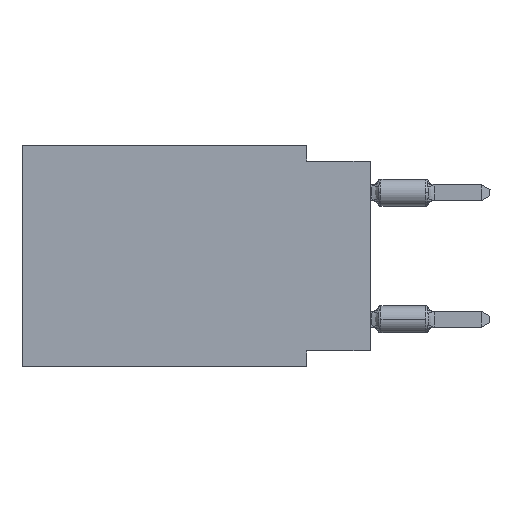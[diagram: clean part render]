
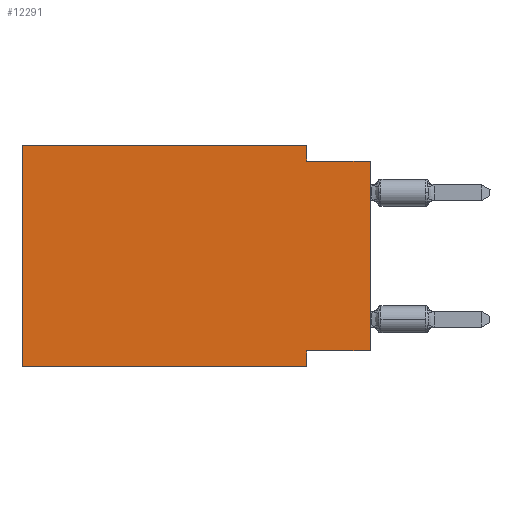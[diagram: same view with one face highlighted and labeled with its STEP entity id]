
A CAD part, left-side view. The second image highlights one B-rep face of the part: STEP entity #12291.
In plain terms, the highlighted planar face has unit normal (-1, 0, 0).
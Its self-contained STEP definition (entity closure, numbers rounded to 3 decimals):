
#44 = CARTESIAN_POINT ( 'NONE',  ( 0., 0., 0. ) ) ;
#223 = CARTESIAN_POINT ( 'NONE',  ( 0., 0., -8.255 ) ) ;
#1152 = AXIS2_PLACEMENT_3D ( 'NONE', #17028, #25802, #8763 ) ;
#2658 = CARTESIAN_POINT ( 'NONE',  ( 0., 0., -0.635 ) ) ;
#3156 = DIRECTION ( 'NONE',  ( 0., -1., 0. ) ) ;
#3539 = CARTESIAN_POINT ( 'NONE',  ( 0., 0., -0.635 ) ) ;
#4496 = LINE ( 'NONE', #223, #21472 ) ;
#6468 = DIRECTION ( 'NONE',  ( 0., 0., -1. ) ) ;
#7425 = CARTESIAN_POINT ( 'NONE',  ( 0., 0., -8.255 ) ) ;
#7489 = VECTOR ( 'NONE', #17400, 1000. ) ;
#7740 = CARTESIAN_POINT ( 'NONE',  ( 0., 2.54, 0. ) ) ;
#8204 = FACE_OUTER_BOUND ( 'NONE', #20970, .T. ) ;
#8208 = VECTOR ( 'NONE', #51204, 1000. ) ;
#8763 = DIRECTION ( 'NONE',  ( 0., 0., -1. ) ) ;
#10700 = ORIENTED_EDGE ( 'NONE', *, *, #46513, .F. ) ;
#11714 = CARTESIAN_POINT ( 'NONE',  ( 0., 13.97, 0. ) ) ;
#12291 = ADVANCED_FACE ( 'NONE', ( #8204 ), #30629, .F. ) ;
#12410 = CARTESIAN_POINT ( 'NONE',  ( 0., 13.97, -8.89 ) ) ;
#13059 = VERTEX_POINT ( 'NONE', #7425 ) ;
#17028 = CARTESIAN_POINT ( 'NONE',  ( 0., 13.97, 0. ) ) ;
#17400 = DIRECTION ( 'NONE',  ( 0., 0., 1. ) ) ;
#17858 = EDGE_CURVE ( 'NONE', #52058, #20159, #55480, .T. ) ;
#19477 = CARTESIAN_POINT ( 'NONE',  ( 0., 2.54, -0.635 ) ) ;
#19945 = ORIENTED_EDGE ( 'NONE', *, *, #27054, .F. ) ;
#20159 = VERTEX_POINT ( 'NONE', #23106 ) ;
#20405 = EDGE_CURVE ( 'NONE', #28672, #30864, #50649, .T. ) ;
#20970 = EDGE_LOOP ( 'NONE', ( #41798, #19945, #35891, #55038, #10700, #52011, #41932, #22031 ) ) ;
#21451 = DIRECTION ( 'NONE',  ( 0., -1., 0. ) ) ;
#21472 = VECTOR ( 'NONE', #30077, 1000. ) ;
#22031 = ORIENTED_EDGE ( 'NONE', *, *, #50312, .F. ) ;
#23106 = CARTESIAN_POINT ( 'NONE',  ( 0., 2.54, -8.89 ) ) ;
#23274 = EDGE_CURVE ( 'NONE', #55817, #20159, #51617, .T. ) ;
#25802 = DIRECTION ( 'NONE',  ( 1., 0., 0. ) ) ;
#26700 = VECTOR ( 'NONE', #3156, 1000. ) ;
#27054 = EDGE_CURVE ( 'NONE', #51007, #53607, #43040, .T. ) ;
#28445 = LINE ( 'NONE', #45243, #51537 ) ;
#28672 = VERTEX_POINT ( 'NONE', #45861 ) ;
#29723 = DIRECTION ( 'NONE',  ( 0., -1., 0. ) ) ;
#30077 = DIRECTION ( 'NONE',  ( 0., 1., 0. ) ) ;
#30629 = PLANE ( 'NONE',  #1152 ) ;
#30864 = VERTEX_POINT ( 'NONE', #7740 ) ;
#32716 = EDGE_CURVE ( 'NONE', #13059, #53607, #46968, .T. ) ;
#33849 = CARTESIAN_POINT ( 'NONE',  ( 0., 2.54, -8.89 ) ) ;
#34414 = VECTOR ( 'NONE', #21451, 1000. ) ;
#35891 = ORIENTED_EDGE ( 'NONE', *, *, #38870, .F. ) ;
#36891 = CARTESIAN_POINT ( 'NONE',  ( 0., 2.54, 0. ) ) ;
#38870 = EDGE_CURVE ( 'NONE', #30864, #51007, #49958, .T. ) ;
#41798 = ORIENTED_EDGE ( 'NONE', *, *, #32716, .T. ) ;
#41932 = ORIENTED_EDGE ( 'NONE', *, *, #17858, .F. ) ;
#43040 = LINE ( 'NONE', #3539, #34414 ) ;
#45243 = CARTESIAN_POINT ( 'NONE',  ( 0., 13.97, 0. ) ) ;
#45861 = CARTESIAN_POINT ( 'NONE',  ( 0., 13.97, 0. ) ) ;
#46089 = DIRECTION ( 'NONE',  ( 0., 0., 1. ) ) ;
#46513 = EDGE_CURVE ( 'NONE', #55817, #28672, #28445, .T. ) ;
#46968 = LINE ( 'NONE', #44, #7489 ) ;
#48626 = VECTOR ( 'NONE', #29723, 1000. ) ;
#49616 = CARTESIAN_POINT ( 'NONE',  ( 0., 2.54, -8.255 ) ) ;
#49958 = LINE ( 'NONE', #36891, #50670 ) ;
#50312 = EDGE_CURVE ( 'NONE', #13059, #52058, #4496, .T. ) ;
#50649 = LINE ( 'NONE', #11714, #26700 ) ;
#50670 = VECTOR ( 'NONE', #6468, 1000. ) ;
#51007 = VERTEX_POINT ( 'NONE', #19477 ) ;
#51204 = DIRECTION ( 'NONE',  ( 0., 0., -1. ) ) ;
#51537 = VECTOR ( 'NONE', #46089, 1000. ) ;
#51617 = LINE ( 'NONE', #12410, #48626 ) ;
#52011 = ORIENTED_EDGE ( 'NONE', *, *, #23274, .T. ) ;
#52058 = VERTEX_POINT ( 'NONE', #49616 ) ;
#53098 = CARTESIAN_POINT ( 'NONE',  ( 0., 13.97, -8.89 ) ) ;
#53607 = VERTEX_POINT ( 'NONE', #2658 ) ;
#55038 = ORIENTED_EDGE ( 'NONE', *, *, #20405, .F. ) ;
#55480 = LINE ( 'NONE', #33849, #8208 ) ;
#55817 = VERTEX_POINT ( 'NONE', #53098 ) ;
